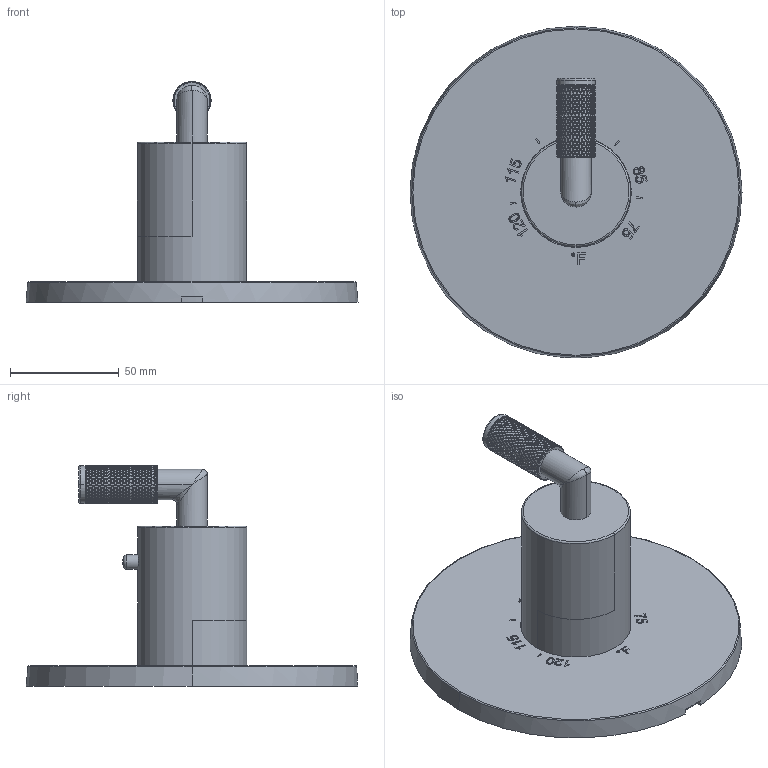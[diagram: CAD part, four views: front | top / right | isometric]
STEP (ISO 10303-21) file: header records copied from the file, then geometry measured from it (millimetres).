
FILE_DESCRIPTION((''),'2;1');
FILE_NAME('3-3424TR','2025-09-29T17:07:36',('nehatek'),(''),'CREO PARAMETRIC BY PTC INC, 2025093','CREO PARAMETRIC BY PTC INC, 2025093','');
FILE_SCHEMA(('CONFIG_CONTROL_DESIGN'));
Length unit declared in the file: inch
Products named in the file (1): 3-3424TR
Bounding box: 152.4 x 152.25 x 101.4 mm (x, y, z)
Volume: 311730.7 mm3; surface area: 55631.2 mm2
Topology: 1 solids, 1 shells, 4258 faces, 8865 edges, 4638 vertices
Faces by surface type: bspline 3172, cylinder 773, extrusion 182, plane 111, torus 14, cone 4, sphere 2
Entity records: 173512 total; most frequent: CARTESIAN_POINT 111772, ORIENTED_EDGE 17726, EDGE_CURVE 8863, B_SPLINE_CURVE_WITH_KNOTS 8482, VERTEX_POINT 4638, EDGE_LOOP 4289, FACE_OUTER_BOUND 4258, ADVANCED_FACE 4258
